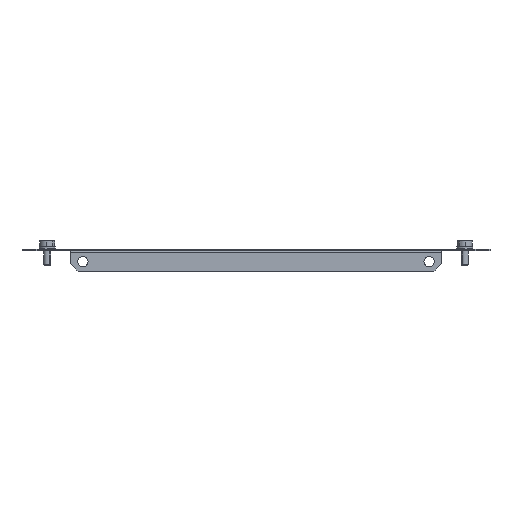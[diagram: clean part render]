
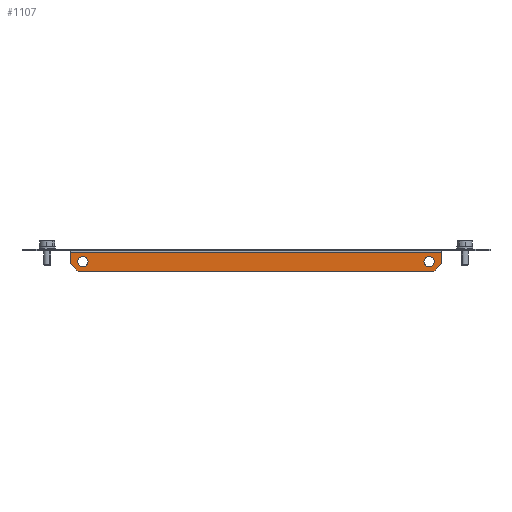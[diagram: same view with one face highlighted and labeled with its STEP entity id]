
A CAD part, front view. The second image highlights one B-rep face of the part: STEP entity #1107.
In plain terms, the highlighted planar face has unit normal (0, -1, 0).
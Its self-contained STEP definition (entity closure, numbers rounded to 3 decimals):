
#3 = AXIS2_PLACEMENT_3D ( 'NONE', #2995, #3371, #2561 ) ;
#150 = CARTESIAN_POINT ( 'NONE',  ( 0., -299.5, 0. ) ) ;
#225 = VECTOR ( 'NONE', #3856, 1000. ) ;
#386 = EDGE_LOOP ( 'NONE', ( #2174, #3516, #2939, #3008, #2284, #3589 ) ) ;
#438 = VECTOR ( 'NONE', #872, 1000. ) ;
#528 = DIRECTION ( 'NONE',  ( 0., 0., 1. ) ) ;
#539 = CARTESIAN_POINT ( 'NONE',  ( 117.5, -299.5, -9. ) ) ;
#580 = CARTESIAN_POINT ( 'NONE',  ( -117.5, -299.5, -9. ) ) ;
#581 = LINE ( 'NONE', #2180, #225 ) ;
#604 = VECTOR ( 'NONE', #1270, 1000. ) ;
#624 = EDGE_CURVE ( 'NONE', #2834, #1028, #3303, .T. ) ;
#649 = VERTEX_POINT ( 'NONE', #2273 ) ;
#770 = CARTESIAN_POINT ( 'NONE',  ( 0., -299.5, -2. ) ) ;
#782 = EDGE_LOOP ( 'NONE', ( #5043, #2064 ) ) ;
#789 = CIRCLE ( 'NONE', #3, 3.25 ) ;
#872 = DIRECTION ( 'NONE',  ( 0., 0., -1. ) ) ;
#898 = CARTESIAN_POINT ( 'NONE',  ( -109.5, -299.5, -11.25 ) ) ;
#947 = CARTESIAN_POINT ( 'NONE',  ( -117.5, -299.5, -2. ) ) ;
#1000 = CARTESIAN_POINT ( 'NONE',  ( 109.5, -299.5, -8. ) ) ;
#1028 = VERTEX_POINT ( 'NONE', #898 ) ;
#1034 = CARTESIAN_POINT ( 'NONE',  ( 109.5, -299.5, -11.25 ) ) ;
#1053 = ORIENTED_EDGE ( 'NONE', *, *, #1984, .F. ) ;
#1107 = ADVANCED_FACE ( 'NONE', ( #3509, #4392, #1837 ), #3453, .T. ) ;
#1270 = DIRECTION ( 'NONE',  ( 0., 0., 1. ) ) ;
#1313 = CARTESIAN_POINT ( 'NONE',  ( 109.5, -299.5, -8. ) ) ;
#1416 = VECTOR ( 'NONE', #3718, 1000. ) ;
#1438 = VERTEX_POINT ( 'NONE', #947 ) ;
#1570 = EDGE_CURVE ( 'NONE', #1438, #1999, #1808, .T. ) ;
#1693 = LINE ( 'NONE', #4837, #1416 ) ;
#1735 = EDGE_CURVE ( 'NONE', #2913, #5214, #1693, .T. ) ;
#1795 = DIRECTION ( 'NONE',  ( 0., -1., 0. ) ) ;
#1808 = LINE ( 'NONE', #2541, #438 ) ;
#1837 = FACE_OUTER_BOUND ( 'NONE', #386, .T. ) ;
#1853 = DIRECTION ( 'NONE',  ( 0., -1., 0. ) ) ;
#1948 = CARTESIAN_POINT ( 'NONE',  ( -109.5, -299.5, -8. ) ) ;
#1984 = EDGE_CURVE ( 'NONE', #5297, #3660, #2582, .T. ) ;
#1999 = VERTEX_POINT ( 'NONE', #580 ) ;
#2001 = CARTESIAN_POINT ( 'NONE',  ( 117.5, -299.5, 0. ) ) ;
#2064 = ORIENTED_EDGE ( 'NONE', *, *, #2935, .T. ) ;
#2106 = LINE ( 'NONE', #2430, #4402 ) ;
#2174 = ORIENTED_EDGE ( 'NONE', *, *, #2879, .T. ) ;
#2180 = CARTESIAN_POINT ( 'NONE',  ( -63.25, -299.5, -63.25 ) ) ;
#2256 = DIRECTION ( 'NONE',  ( 0., 0., 1. ) ) ;
#2273 = CARTESIAN_POINT ( 'NONE',  ( 117.5, -299.5, -2. ) ) ;
#2284 = ORIENTED_EDGE ( 'NONE', *, *, #1570, .T. ) ;
#2292 = EDGE_CURVE ( 'NONE', #649, #1438, #4113, .T. ) ;
#2430 = CARTESIAN_POINT ( 'NONE',  ( 0., -299.5, -14. ) ) ;
#2541 = CARTESIAN_POINT ( 'NONE',  ( -117.5, -299.5, 0. ) ) ;
#2561 = DIRECTION ( 'NONE',  ( 0., 0., 1. ) ) ;
#2582 = CIRCLE ( 'NONE', #3874, 3.25 ) ;
#2649 = DIRECTION ( 'NONE',  ( 0., -1., 0. ) ) ;
#2674 = DIRECTION ( 'NONE',  ( 0., 0., 1. ) ) ;
#2815 = AXIS2_PLACEMENT_3D ( 'NONE', #150, #2649, #2674 ) ;
#2834 = VERTEX_POINT ( 'NONE', #4579 ) ;
#2879 = EDGE_CURVE ( 'NONE', #3989, #2913, #2106, .T. ) ;
#2913 = VERTEX_POINT ( 'NONE', #2916 ) ;
#2916 = CARTESIAN_POINT ( 'NONE',  ( 112.5, -299.5, -14. ) ) ;
#2935 = EDGE_CURVE ( 'NONE', #1028, #2834, #789, .T. ) ;
#2939 = ORIENTED_EDGE ( 'NONE', *, *, #5145, .T. ) ;
#2995 = CARTESIAN_POINT ( 'NONE',  ( -109.5, -299.5, -8. ) ) ;
#3008 = ORIENTED_EDGE ( 'NONE', *, *, #2292, .T. ) ;
#3303 = CIRCLE ( 'NONE', #3990, 3.25 ) ;
#3371 = DIRECTION ( 'NONE',  ( 0., 1., 0. ) ) ;
#3453 = PLANE ( 'NONE',  #2815 ) ;
#3456 = EDGE_CURVE ( 'NONE', #3660, #5297, #3464, .T. ) ;
#3464 = CIRCLE ( 'NONE', #4151, 3.25 ) ;
#3509 = FACE_BOUND ( 'NONE', #5201, .T. ) ;
#3516 = ORIENTED_EDGE ( 'NONE', *, *, #1735, .T. ) ;
#3525 = CARTESIAN_POINT ( 'NONE',  ( -112.5, -299.5, -14. ) ) ;
#3527 = VECTOR ( 'NONE', #4861, 1000. ) ;
#3589 = ORIENTED_EDGE ( 'NONE', *, *, #3787, .T. ) ;
#3660 = VERTEX_POINT ( 'NONE', #1034 ) ;
#3718 = DIRECTION ( 'NONE',  ( 0.707, 0., 0.707 ) ) ;
#3787 = EDGE_CURVE ( 'NONE', #1999, #3989, #581, .T. ) ;
#3856 = DIRECTION ( 'NONE',  ( 0.707, 0., -0.707 ) ) ;
#3874 = AXIS2_PLACEMENT_3D ( 'NONE', #1000, #1853, #2256 ) ;
#3989 = VERTEX_POINT ( 'NONE', #3525 ) ;
#3990 = AXIS2_PLACEMENT_3D ( 'NONE', #1948, #4345, #4718 ) ;
#4113 = LINE ( 'NONE', #770, #3527 ) ;
#4151 = AXIS2_PLACEMENT_3D ( 'NONE', #1313, #1795, #528 ) ;
#4266 = CARTESIAN_POINT ( 'NONE',  ( 109.5, -299.5, -4.75 ) ) ;
#4345 = DIRECTION ( 'NONE',  ( 0., 1., 0. ) ) ;
#4392 = FACE_BOUND ( 'NONE', #782, .T. ) ;
#4402 = VECTOR ( 'NONE', #4550, 1000. ) ;
#4550 = DIRECTION ( 'NONE',  ( 1., 0., 0. ) ) ;
#4579 = CARTESIAN_POINT ( 'NONE',  ( -109.5, -299.5, -4.75 ) ) ;
#4718 = DIRECTION ( 'NONE',  ( 0., 0., 1. ) ) ;
#4837 = CARTESIAN_POINT ( 'NONE',  ( 63.25, -299.5, -63.25 ) ) ;
#4861 = DIRECTION ( 'NONE',  ( -1., 0., 0. ) ) ;
#4887 = ORIENTED_EDGE ( 'NONE', *, *, #3456, .F. ) ;
#4958 = LINE ( 'NONE', #2001, #604 ) ;
#5043 = ORIENTED_EDGE ( 'NONE', *, *, #624, .T. ) ;
#5145 = EDGE_CURVE ( 'NONE', #5214, #649, #4958, .T. ) ;
#5201 = EDGE_LOOP ( 'NONE', ( #1053, #4887 ) ) ;
#5214 = VERTEX_POINT ( 'NONE', #539 ) ;
#5297 = VERTEX_POINT ( 'NONE', #4266 ) ;
